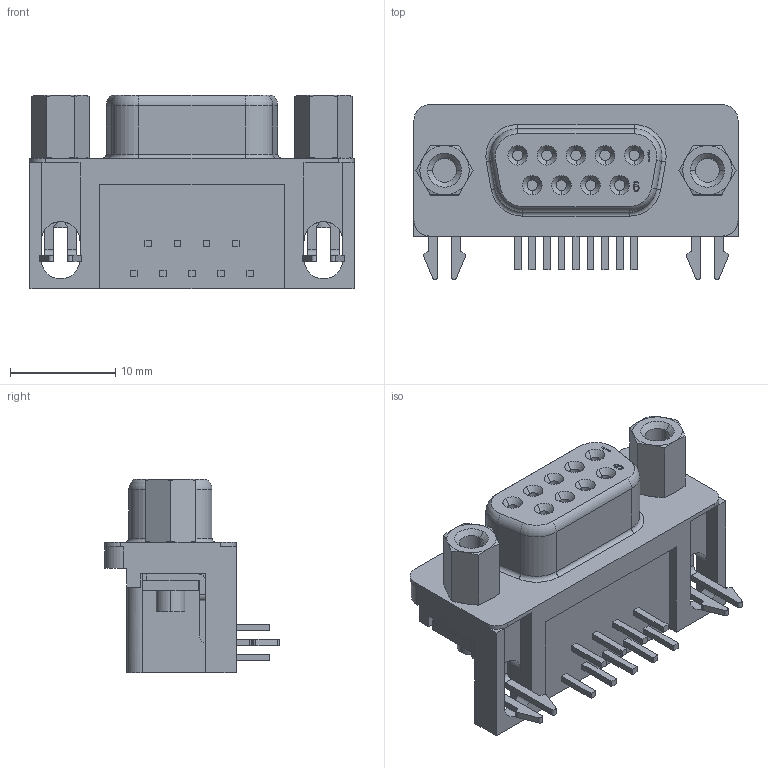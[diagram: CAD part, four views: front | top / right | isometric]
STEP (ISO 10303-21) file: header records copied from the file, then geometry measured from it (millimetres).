
FILE_DESCRIPTION((''),'2;1');
FILE_NAME('C-1734354-1','2009-06-12T',('workeradm'),(''),'PRO/ENGINEER BY PARAMETRIC TECHNOLOGY CORPORATION, 2008380','PRO/ENGINEER BY PARAMETRIC TECHNOLOGY CORPORATION, 2008380','');
FILE_SCHEMA(('AUTOMOTIVE_DESIGN { 1 0 10303 214 1 1 1 1 }'));
Length unit declared in the file: millimetre
Products named in the file (1): C-1734354-1
Bounding box: 30.8 x 16.6 x 18.42 mm (x, y, z)
Volume: 3913.2 mm3; surface area: 2855.7 mm2
Topology: 1 solids, 5 shells, 410 faces, 1047 edges, 665 vertices
Faces by surface type: plane 243, cylinder 88, cone 63, torus 16
Entity records: 12468 total; most frequent: CARTESIAN_POINT 2345, DIRECTION 2098, ORIENTED_EDGE 2094, EDGE_CURVE 1047, VECTOR 720, LINE 720, AXIS2_PLACEMENT_3D 689, VERTEX_POINT 665
